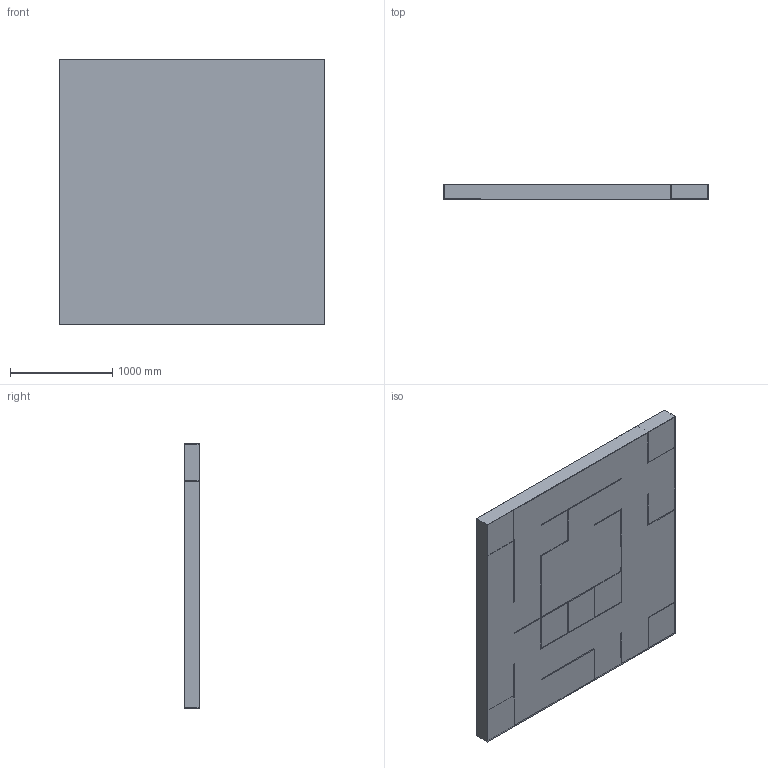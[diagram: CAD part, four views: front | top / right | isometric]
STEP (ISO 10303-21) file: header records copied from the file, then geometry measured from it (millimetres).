
FILE_DESCRIPTION (( 'STEP AP214' ), '1' );
FILE_NAME ('WebotsArena.STEP', '2023-01-06T06:51:15', ( '' ), ( '' ), 'SwSTEP 2.0', 'SolidWorks 2021', '' );
FILE_SCHEMA (( 'AUTOMOTIVE_DESIGN' ));
Length unit declared in the file: millimetre
Products named in the file (2): WebotsArena; webotsArena
Assembly tree (1 placements, depth 2):
  WebotsArena
    webotsArena
Bounding box: 2600 x 150 x 2600 mm (x, y, z)
Volume: 52825950 mm3; surface area: 19743470 mm2
Topology: 1 solids, 1 shells, 88 faces, 252 edges, 168 vertices
Faces by surface type: plane 88
Entity records: 3751 total; most frequent: CARTESIAN_POINT 512, ORIENTED_EDGE 504, DIRECTION 436, LINE 252, VECTOR 252, EDGE_CURVE 252, VERTEX_POINT 168, AXIS2_PLACEMENT_3D 92
